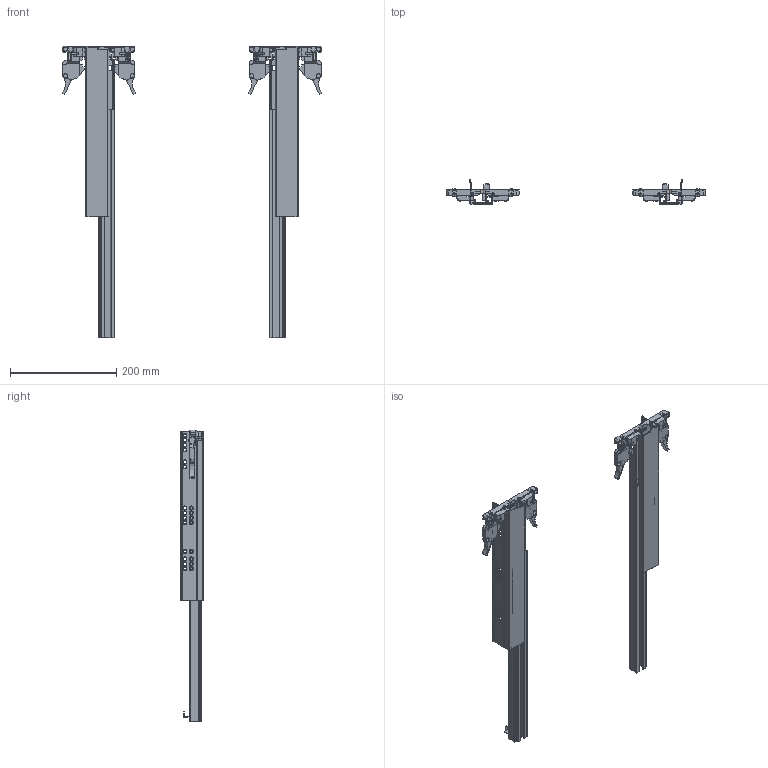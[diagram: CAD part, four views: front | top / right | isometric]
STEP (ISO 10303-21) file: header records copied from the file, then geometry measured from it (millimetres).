
FILE_DESCRIPTION(/* description */ (''),/* implementation_level */ '2;1');
FILE_NAME(/* name */ 'PB-3D0SHX18-550-PRO.stp',/* time_stamp */ '2024-08-07T13:00:44+02:00',/* author */ ('tomaszw'),/* organization */ (''),/* preprocessor_version */ 'ST-DEVELOPER v19.2',/* originating_system */ 'Autodesk Inventor 2023',/* authorisation */ '');
FILE_SCHEMA (('AUTOMOTIVE_DESIGN { 1 0 10303 214 3 1 1 }'));
Length unit declared in the file: millimetre
Products named in the file (24): PB-3D0SHX18-550_H_PRO; PB-3D0SHX18-CL-550_PRO; PB-3D0SHX18-CR-550_PRO; PB-3D0SHX18-DL-550_H_PRO; PB-3D0SHX18-DR-550_H_PRO; PB-3D0SHX18-DWL-550_H_PRO; PB-3D0SHX18-DWR-550_H_PRO; sprzęgło_ PB-3D0SHX..-PRO; sprzegło_1_ PB-3D0SHX..-PRO; sprzegło_2_ PB-3D0SHX..-PRO; sprzegło_3_ PB-3D0SHX..-PRO; sprzegło_4_ PB-3D0SHX..-PRO; sprzegło_5_ PB-3D0SHX..-PRO; sprzegło_6_ PB-3D0SHX..-PRO; sprzegło_7_ PB-3D0SHX..-PRO; sprzegło_8_ PB-3D0SHX..-PRO; sprzegło_1_ PB-3D0SHX..-PRO_MIR; sprzegło_2_ PB-3D0SHX..-PRO_MIR; sprzegło_3_ PB-3D0SHX..-PRO_MIR; sprzegło_4_ PB-3D0SHX..-PRO_MIR; sprzegło_5_ PB-3D0SHX..-PRO_MIR; sprzegło_6_ PB-3D0SHX..-PRO_MIR; sprzegło_7_ PB-3D0SHX..-PRO_MIR; sprzegło_8_ PB-3D0SHX..-PRO_MIR
Assembly tree (24 placements, depth 3):
  PB-3D0SHX18-550_H_PRO
    PB-3D0SHX18-CL-550_PRO
    PB-3D0SHX18-CR-550_PRO
    PB-3D0SHX18-DL-550_H_PRO
    PB-3D0SHX18-DR-550_H_PRO
    PB-3D0SHX18-DWL-550_H_PRO
    PB-3D0SHX18-DWR-550_H_PRO
    sprzęgło_ PB-3D0SHX..-PRO  x2
      sprzegło_1_ PB-3D0SHX..-PRO
      sprzegło_2_ PB-3D0SHX..-PRO
      sprzegło_3_ PB-3D0SHX..-PRO
      sprzegło_4_ PB-3D0SHX..-PRO
      sprzegło_5_ PB-3D0SHX..-PRO
      sprzegło_6_ PB-3D0SHX..-PRO
      sprzegło_7_ PB-3D0SHX..-PRO
      sprzegło_8_ PB-3D0SHX..-PRO
      sprzegło_1_ PB-3D0SHX..-PRO_MIR
      sprzegło_2_ PB-3D0SHX..-PRO_MIR
      sprzegło_3_ PB-3D0SHX..-PRO_MIR
      sprzegło_4_ PB-3D0SHX..-PRO_MIR
      sprzegło_5_ PB-3D0SHX..-PRO_MIR
      sprzegło_6_ PB-3D0SHX..-PRO_MIR
      sprzegło_7_ PB-3D0SHX..-PRO_MIR
      sprzegło_8_ PB-3D0SHX..-PRO_MIR
Bounding box: 488.77 x 45 x 550 mm (x, y, z)
Volume: 388351.9 mm3; surface area: 455822.9 mm2
Topology: 46 solids, 46 shells, 1754 faces, 4712 edges, 3042 vertices
Faces by surface type: plane 1150, cylinder 464, cone 136, bspline 4
Full cylindrical faces by diameter (mm): 3 x12, 4 x12, 5 x8, 6 x56, 8 x8
Entity records: 34334 total; most frequent: CARTESIAN_POINT 6007, ORIENTED_EDGE 5700, DIRECTION 5656, EDGE_CURVE 2850, LINE 2098, VECTOR 2098, VERTEX_POINT 1836, AXIS2_PLACEMENT_3D 1779
